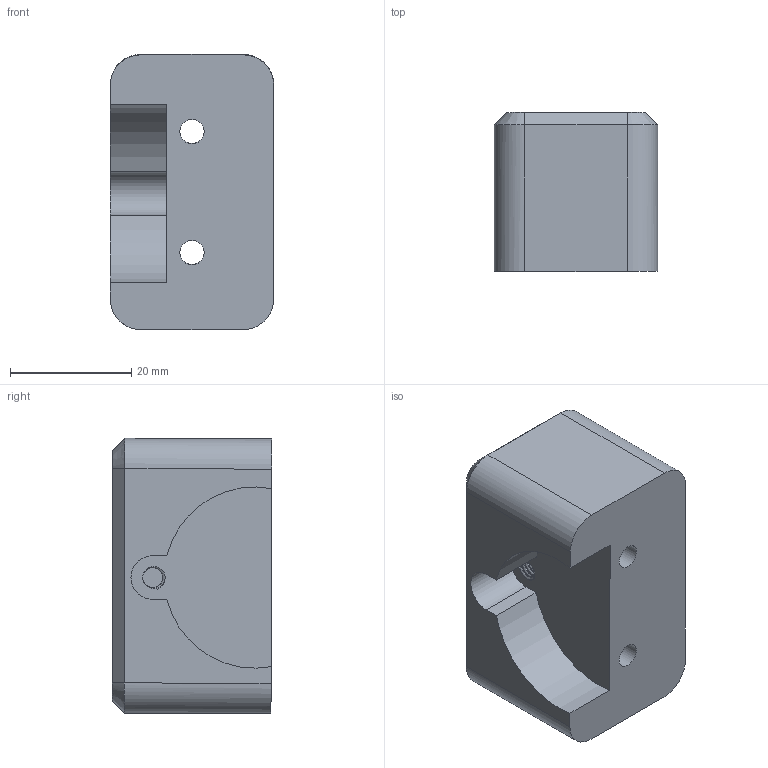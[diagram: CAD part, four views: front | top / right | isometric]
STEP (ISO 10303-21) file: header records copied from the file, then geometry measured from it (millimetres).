
FILE_DESCRIPTION(/* description */ (''),/* implementation_level */ '2;1');
FILE_NAME(/* name */ 'Y-Axis Distal Superior Component.step',/* time_stamp */ '2022-05-20T09:28:19-07:00',/* author */ (''),/* organization */ (''),/* preprocessor_version */ 'ST-DEVELOPER v18.1',/* originating_system */ 'Autodesk Translation Framework v10.14.0.1471',/* authorisation */ '');
FILE_SCHEMA (('AUTOMOTIVE_DESIGN { 1 0 10303 214 3 1 1 }'));
Length unit declared in the file: millimetre
Products named in the file (1): Y-Axis Distal Superior Component
Bounding box: 27 x 26.35 x 45.47 mm (x, y, z)
Volume: 25959.6 mm3; surface area: 7008.2 mm2
Topology: 1 solids, 1 shells, 68 faces, 181 edges, 118 vertices
Faces by surface type: cylinder 42, plane 16, bspline 10
Full cylindrical faces by diameter (mm): 3.332 x7, 4 x2, 4.109 x4, 7 x2
Entity records: 4142 total; most frequent: CARTESIAN_POINT 2570, ORIENTED_EDGE 362, DIRECTION 241, EDGE_CURVE 181, VERTEX_POINT 118, AXIS2_PLACEMENT_3D 82, B_SPLINE_CURVE_WITH_KNOTS 81, LINE 77
